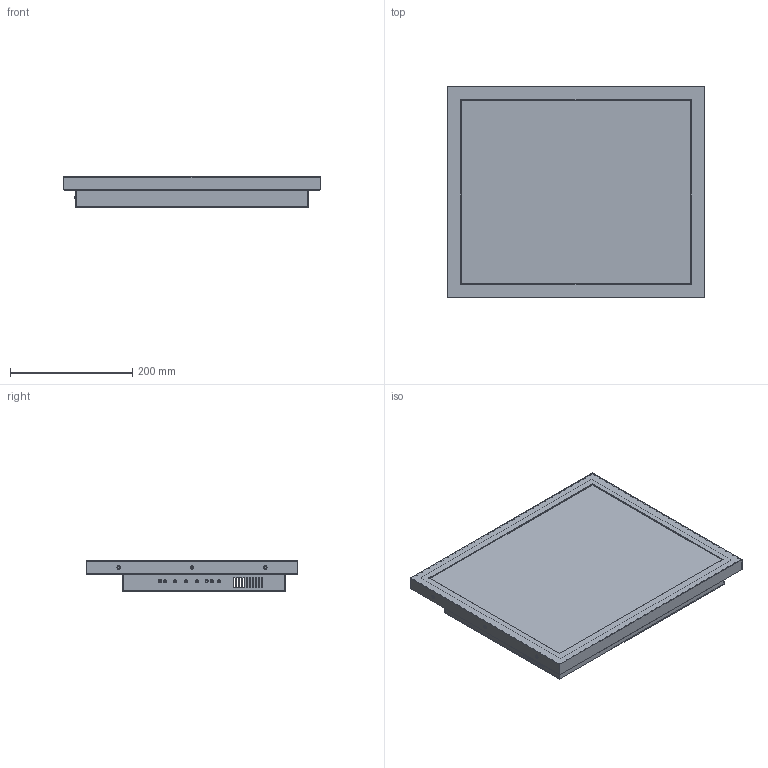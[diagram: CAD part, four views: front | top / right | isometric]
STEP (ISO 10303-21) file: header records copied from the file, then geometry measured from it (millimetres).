
FILE_DESCRIPTION(/* description */ (''),/* implementation_level */ '2;1');
FILE_NAME(/* name */ 'K5919-K1990-3D.stp',/* time_stamp */ '2017-11-15T14:43:56+08:00',/* author */ (''),/* organization */ (''),/* preprocessor_version */ 'ST-DEVELOPER v14',/* originating_system */ 'SIEMENS PLM Software NX 8.0',/* authorisation */ '');
FILE_SCHEMA (('AP203_CONFIGURATION_CONTROLLED_3D_DESIGN_OF_MECHANICAL_PARTS_AND_ASSEMBLIES_MIM_LF { 1 0 10303 403 2 1 2}'));
Products named in the file (1): Admi267C5EFEg59u
Bounding box: 422 x 347 x 50 mm (x, y, z)
Volume: 1464427.4 mm3; surface area: 961494.9 mm2
Topology: 11 solids, 11 shells, 1256 faces, 3277 edges, 2186 vertices
Faces by surface type: plane 756, cylinder 380, extrusion 79, cone 23, bspline 14, sphere 4
Full cylindrical faces by diameter (mm): 1 x15, 3 x27, 3.5 x14, 4 x4, 5 x14, 5.4 x4, 5.5 x15, 6 x4
Entity records: 57888 total; most frequent: CARTESIAN_POINT 26882, ORIENTED_EDGE 6196, DIRECTION 6093, EDGE_CURVE 3098, VECTOR 2177, VERTEX_POINT 2131, LINE 2098, AXIS2_PLACEMENT_3D 1958
